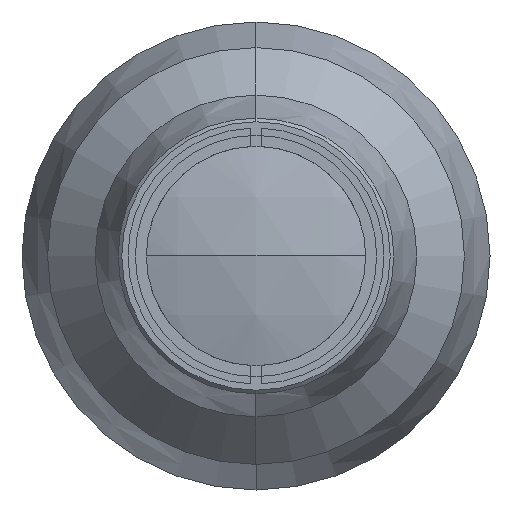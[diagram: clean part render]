
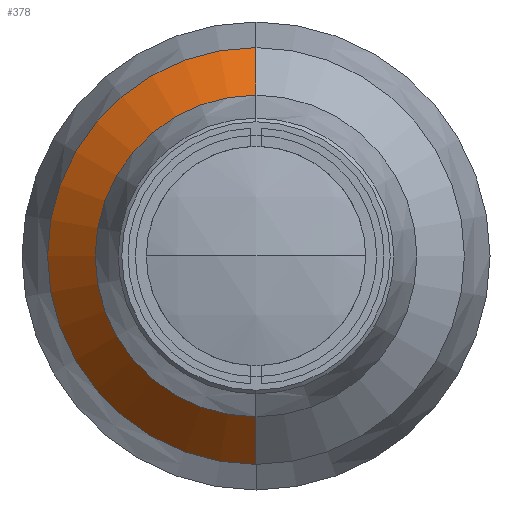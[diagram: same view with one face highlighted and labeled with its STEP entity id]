
A CAD part, left-side view. The second image highlights one B-rep face of the part: STEP entity #378.
In plain terms, the highlighted conical face has half-angle 45 degrees and reference radius 22 mm.
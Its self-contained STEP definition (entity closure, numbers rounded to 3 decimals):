
#24 = EDGE_CURVE ( 'NONE', #2214, #1351, #1048, .T. ) ;
#159 = AXIS2_PLACEMENT_3D ( 'NONE', #1216, #2643, #804 ) ;
#263 = ORIENTED_EDGE ( 'NONE', *, *, #2274, .T. ) ;
#378 = ADVANCED_FACE ( 'NONE', ( #1936 ), #1901, .T. ) ;
#506 = LINE ( 'NONE', #1027, #1284 ) ;
#584 = DIRECTION ( 'NONE',  ( 0.707, 0., 0.707 ) ) ;
#685 = CARTESIAN_POINT ( 'NONE',  ( 66.12, 0., 0. ) ) ;
#726 = CARTESIAN_POINT ( 'NONE',  ( 66.12, 0., 22. ) ) ;
#804 = DIRECTION ( 'NONE',  ( 0., 0., -1. ) ) ;
#885 = DIRECTION ( 'NONE',  ( 1., 0., 0. ) ) ;
#891 = CARTESIAN_POINT ( 'NONE',  ( 66.12, 0., -22. ) ) ;
#953 = ORIENTED_EDGE ( 'NONE', *, *, #1047, .T. ) ;
#1000 = DIRECTION ( 'NONE',  ( 0.707, 0., -0.707 ) ) ;
#1027 = CARTESIAN_POINT ( 'NONE',  ( 66.12, 0., -22. ) ) ;
#1047 = EDGE_CURVE ( 'NONE', #1056, #2029, #2176, .T. ) ;
#1048 = CIRCLE ( 'NONE', #159, 28.5 ) ;
#1056 = VERTEX_POINT ( 'NONE', #891 ) ;
#1120 = ORIENTED_EDGE ( 'NONE', *, *, #24, .F. ) ;
#1216 = CARTESIAN_POINT ( 'NONE',  ( 72.62, 0., 0. ) ) ;
#1235 = AXIS2_PLACEMENT_3D ( 'NONE', #1501, #885, #1691 ) ;
#1284 = VECTOR ( 'NONE', #1000, 1000. ) ;
#1351 = VERTEX_POINT ( 'NONE', #1568 ) ;
#1382 = CARTESIAN_POINT ( 'NONE',  ( 72.62, 0., -28.5 ) ) ;
#1445 = CARTESIAN_POINT ( 'NONE',  ( 66.12, 0., 22. ) ) ;
#1447 = EDGE_CURVE ( 'NONE', #1056, #2214, #506, .T. ) ;
#1501 = CARTESIAN_POINT ( 'NONE',  ( 66.12, 0., 0. ) ) ;
#1514 = AXIS2_PLACEMENT_3D ( 'NONE', #685, #1946, #2566 ) ;
#1523 = LINE ( 'NONE', #1445, #1898 ) ;
#1568 = CARTESIAN_POINT ( 'NONE',  ( 72.62, 0., 28.5 ) ) ;
#1627 = EDGE_LOOP ( 'NONE', ( #953, #263, #1120, #1759 ) ) ;
#1691 = DIRECTION ( 'NONE',  ( 0., 0., -1. ) ) ;
#1759 = ORIENTED_EDGE ( 'NONE', *, *, #1447, .F. ) ;
#1898 = VECTOR ( 'NONE', #584, 1000. ) ;
#1901 = CONICAL_SURFACE ( 'NONE', #1514, 22., 0.785 ) ;
#1936 = FACE_OUTER_BOUND ( 'NONE', #1627, .T. ) ;
#1946 = DIRECTION ( 'NONE',  ( 1., 0., 0. ) ) ;
#2029 = VERTEX_POINT ( 'NONE', #726 ) ;
#2176 = CIRCLE ( 'NONE', #1235, 22. ) ;
#2214 = VERTEX_POINT ( 'NONE', #1382 ) ;
#2274 = EDGE_CURVE ( 'NONE', #2029, #1351, #1523, .T. ) ;
#2566 = DIRECTION ( 'NONE',  ( 0., 0., -1. ) ) ;
#2643 = DIRECTION ( 'NONE',  ( 1., 0., 0. ) ) ;
